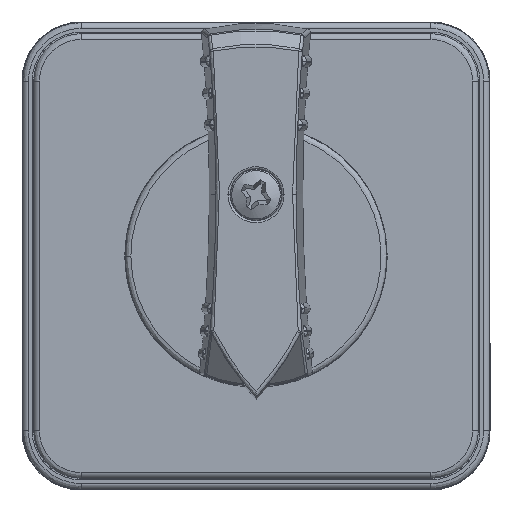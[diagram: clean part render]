
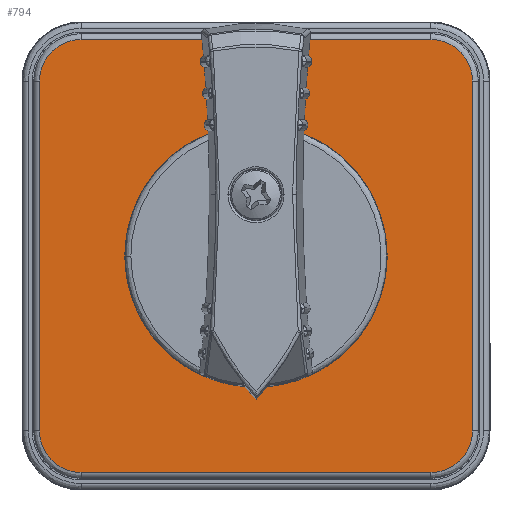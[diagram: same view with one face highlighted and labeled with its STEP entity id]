
A CAD part, front view. The second image highlights one B-rep face of the part: STEP entity #794.
In plain terms, the highlighted planar face has unit normal (0, -1, 0).
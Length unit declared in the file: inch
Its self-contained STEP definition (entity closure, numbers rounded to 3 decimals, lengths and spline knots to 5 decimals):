
#794 = ADVANCED_FACE ( 'NONE', ( #40861, #85454 ), #84486, .T. ) ;
#2343 = DIRECTION ( 'NONE',  ( 0., 0., -1. ) ) ;
#4647 = VERTEX_POINT ( 'NONE', #44301 ) ;
#4844 = DIRECTION ( 'NONE',  ( 0., -1., 0. ) ) ;
#14765 = VERTEX_POINT ( 'NONE', #45992 ) ;
#15704 = CARTESIAN_POINT ( 'NONE',  ( -1.16929, -0.8189, -1.07634 ) ) ;
#16379 = VERTEX_POINT ( 'NONE', #32161 ) ;
#17378 =( BOUNDED_CURVE ( )  B_SPLINE_CURVE ( 3, ( #30113, #52142, #15704, #74229 ),
 .UNSPECIFIED., .F., .T. ) 
 B_SPLINE_CURVE_WITH_KNOTS ( ( 4, 4 ),
 ( 0., 1. ),
 .UNSPECIFIED. ) 
 CURVE ( )  GEOMETRIC_REPRESENTATION_ITEM ( )  RATIONAL_B_SPLINE_CURVE ( ( 1., 0.805, 0.805, 1. ) ) 
 REPRESENTATION_ITEM ( '' )  );
#17720 = EDGE_CURVE ( 'NONE', #14765, #16379, #71497, .T. ) ;
#18716 = CARTESIAN_POINT ( 'NONE',  ( 0.94488, -0.8189, 1.16929 ) ) ;
#20281 = CARTESIAN_POINT ( 'NONE',  ( -1.16929, -0.8189, 0.94488 ) ) ;
#22458 = CARTESIAN_POINT ( 'NONE',  ( 1.16929, -0.8189, 0.94488 ) ) ;
#23462 = DIRECTION ( 'NONE',  ( 0., 1., 0. ) ) ;
#24942 = CARTESIAN_POINT ( 'NONE',  ( 0.94488, -0.8189, 1.16929 ) ) ;
#26398 = CARTESIAN_POINT ( 'NONE',  ( 0.94488, -0.8189, -1.16929 ) ) ;
#27498 = CARTESIAN_POINT ( 'NONE',  ( 1.16929, -0.8189, -1.07634 ) ) ;
#30113 = CARTESIAN_POINT ( 'NONE',  ( -0.94488, -0.8189, -1.16929 ) ) ;
#30925 = EDGE_LOOP ( 'NONE', ( #62539, #85033 ) ) ;
#31024 = CARTESIAN_POINT ( 'NONE',  ( 1.16929, -0.8189, 0.94488 ) ) ;
#31846 = VERTEX_POINT ( 'NONE', #20281 ) ;
#32161 = CARTESIAN_POINT ( 'NONE',  ( -0.94488, -0.8189, -1.16929 ) ) ;
#33764 = VECTOR ( 'NONE', #62294, 39.37008 ) ;
#34739 = CIRCLE ( 'NONE', #89896, 0.4626 ) ;
#36577 = CARTESIAN_POINT ( 'NONE',  ( 1.07634, -0.8189, -1.16929 ) ) ;
#36834 = CARTESIAN_POINT ( 'NONE',  ( 1.16929, -0.8189, 1.07634 ) ) ;
#37378 = CARTESIAN_POINT ( 'NONE',  ( 0., -0.8189, 0. ) ) ;
#37840 = EDGE_CURVE ( 'NONE', #55378, #49339, #91632, .T. ) ;
#38426 = EDGE_CURVE ( 'NONE', #4647, #61446, #40086, .T. ) ;
#39083 = CARTESIAN_POINT ( 'NONE',  ( 1.07634, -0.8189, 1.16929 ) ) ;
#40086 = CIRCLE ( 'NONE', #72202, 0.4626 ) ;
#40861 = FACE_BOUND ( 'NONE', #30925, .T. ) ;
#41170 = ORIENTED_EDGE ( 'NONE', *, *, #70190, .F. ) ;
#41543 = CARTESIAN_POINT ( 'NONE',  ( -0.94488, -0.8189, 1.16929 ) ) ;
#41570 = DIRECTION ( 'NONE',  ( 0., 1., 0. ) ) ;
#43011 = EDGE_CURVE ( 'NONE', #46094, #14765, #80703, .T. ) ;
#44301 = CARTESIAN_POINT ( 'NONE',  ( 0., -0.8189, 0.4626 ) ) ;
#44657 = ORIENTED_EDGE ( 'NONE', *, *, #43011, .F. ) ;
#45992 = CARTESIAN_POINT ( 'NONE',  ( 0.94488, -0.8189, -1.16929 ) ) ;
#46094 = VERTEX_POINT ( 'NONE', #83580 ) ;
#46246 = ORIENTED_EDGE ( 'NONE', *, *, #17720, .F. ) ;
#47410 = LINE ( 'NONE', #76204, #33764 ) ;
#47907 = CARTESIAN_POINT ( 'NONE',  ( -0.94488, -0.8189, 1.16929 ) ) ;
#49339 = VERTEX_POINT ( 'NONE', #18716 ) ;
#49707 = CARTESIAN_POINT ( 'NONE',  ( 0., -0.8189, 0. ) ) ;
#52142 = CARTESIAN_POINT ( 'NONE',  ( -1.07634, -0.8189, -1.16929 ) ) ;
#54109 = ORIENTED_EDGE ( 'NONE', *, *, #90792, .F. ) ;
#55225 = DIRECTION ( 'NONE',  ( 0., 0., -1. ) ) ;
#55378 = VERTEX_POINT ( 'NONE', #41543 ) ;
#55651 = DIRECTION ( 'NONE',  ( -1., 0., 0. ) ) ;
#56834 = EDGE_CURVE ( 'NONE', #49339, #85251, #65592, .T. ) ;
#61446 = VERTEX_POINT ( 'NONE', #92536 ) ;
#61769 = ORIENTED_EDGE ( 'NONE', *, *, #37840, .F. ) ;
#62294 = DIRECTION ( 'NONE',  ( 0., 0., 1. ) ) ;
#62539 = ORIENTED_EDGE ( 'NONE', *, *, #83077, .T. ) ;
#65592 =( BOUNDED_CURVE ( )  B_SPLINE_CURVE ( 3, ( #80491, #39083, #36834, #22458 ),
 .UNSPECIFIED., .F., .F. ) 
 B_SPLINE_CURVE_WITH_KNOTS ( ( 4, 4 ),
 ( 0., 1. ),
 .UNSPECIFIED. ) 
 CURVE ( )  GEOMETRIC_REPRESENTATION_ITEM ( )  RATIONAL_B_SPLINE_CURVE ( ( 1., 0.805, 0.805, 1. ) ) 
 REPRESENTATION_ITEM ( '' )  );
#66773 = AXIS2_PLACEMENT_3D ( 'NONE', #91256, #4844, #55225 ) ;
#66796 = CARTESIAN_POINT ( 'NONE',  ( 0.94488, -0.8189, -1.16929 ) ) ;
#68086 = CARTESIAN_POINT ( 'NONE',  ( -1.16929, -0.8189, 1.07634 ) ) ;
#68460 = LINE ( 'NONE', #31024, #85887 ) ;
#68582 = CARTESIAN_POINT ( 'NONE',  ( -1.16929, -0.8189, 0.94488 ) ) ;
#69075 = DIRECTION ( 'NONE',  ( 1., 0., 0. ) ) ;
#69186 = VERTEX_POINT ( 'NONE', #90243 ) ;
#70069 =( BOUNDED_CURVE ( )  B_SPLINE_CURVE ( 3, ( #68582, #68086, #77159, #47907 ),
 .UNSPECIFIED., .F., .T. ) 
 B_SPLINE_CURVE_WITH_KNOTS ( ( 4, 4 ),
 ( 0., 1. ),
 .UNSPECIFIED. ) 
 CURVE ( )  GEOMETRIC_REPRESENTATION_ITEM ( )  RATIONAL_B_SPLINE_CURVE ( ( 1., 0.805, 0.805, 1. ) ) 
 REPRESENTATION_ITEM ( '' )  );
#70190 = EDGE_CURVE ( 'NONE', #69186, #31846, #47410, .T. ) ;
#70845 = DIRECTION ( 'NONE',  ( 0., 0., -1. ) ) ;
#71497 = LINE ( 'NONE', #26398, #88996 ) ;
#72202 = AXIS2_PLACEMENT_3D ( 'NONE', #49707, #41570, #70845 ) ;
#72416 = EDGE_LOOP ( 'NONE', ( #89296, #41170, #54109, #46246, #44657, #72660, #78022, #61769 ) ) ;
#72660 = ORIENTED_EDGE ( 'NONE', *, *, #88435, .F. ) ;
#74229 = CARTESIAN_POINT ( 'NONE',  ( -1.16929, -0.8189, -0.94488 ) ) ;
#75185 = VECTOR ( 'NONE', #69075, 39.37008 ) ;
#76204 = CARTESIAN_POINT ( 'NONE',  ( -1.16929, -0.8189, 0.94488 ) ) ;
#76566 = DIRECTION ( 'NONE',  ( 0., 0., -1. ) ) ;
#77159 = CARTESIAN_POINT ( 'NONE',  ( -1.07634, -0.8189, 1.16929 ) ) ;
#78022 = ORIENTED_EDGE ( 'NONE', *, *, #56834, .F. ) ;
#80491 = CARTESIAN_POINT ( 'NONE',  ( 0.94488, -0.8189, 1.16929 ) ) ;
#80703 =( BOUNDED_CURVE ( )  B_SPLINE_CURVE ( 3, ( #93239, #27498, #36577, #66796 ),
 .UNSPECIFIED., .F., .T. ) 
 B_SPLINE_CURVE_WITH_KNOTS ( ( 4, 4 ),
 ( 0., 1. ),
 .UNSPECIFIED. ) 
 CURVE ( )  GEOMETRIC_REPRESENTATION_ITEM ( )  RATIONAL_B_SPLINE_CURVE ( ( 1., 0.805, 0.805, 1. ) ) 
 REPRESENTATION_ITEM ( '' )  );
#83077 = EDGE_CURVE ( 'NONE', #61446, #4647, #34739, .T. ) ;
#83580 = CARTESIAN_POINT ( 'NONE',  ( 1.16929, -0.8189, -0.94488 ) ) ;
#84486 = PLANE ( 'NONE',  #66773 ) ;
#85033 = ORIENTED_EDGE ( 'NONE', *, *, #38426, .T. ) ;
#85251 = VERTEX_POINT ( 'NONE', #88834 ) ;
#85454 = FACE_OUTER_BOUND ( 'NONE', #72416, .T. ) ;
#85887 = VECTOR ( 'NONE', #76566, 39.37008 ) ;
#88435 = EDGE_CURVE ( 'NONE', #85251, #46094, #68460, .T. ) ;
#88834 = CARTESIAN_POINT ( 'NONE',  ( 1.16929, -0.8189, 0.94488 ) ) ;
#88996 = VECTOR ( 'NONE', #55651, 39.37008 ) ;
#89197 = EDGE_CURVE ( 'NONE', #31846, #55378, #70069, .T. ) ;
#89296 = ORIENTED_EDGE ( 'NONE', *, *, #89197, .F. ) ;
#89896 = AXIS2_PLACEMENT_3D ( 'NONE', #37378, #23462, #2343 ) ;
#90243 = CARTESIAN_POINT ( 'NONE',  ( -1.16929, -0.8189, -0.94488 ) ) ;
#90792 = EDGE_CURVE ( 'NONE', #16379, #69186, #17378, .T. ) ;
#91256 = CARTESIAN_POINT ( 'NONE',  ( 0.94488, -0.8189, 0.94488 ) ) ;
#91632 = LINE ( 'NONE', #24942, #75185 ) ;
#92536 = CARTESIAN_POINT ( 'NONE',  ( 0., -0.8189, -0.4626 ) ) ;
#93239 = CARTESIAN_POINT ( 'NONE',  ( 1.16929, -0.8189, -0.94488 ) ) ;
